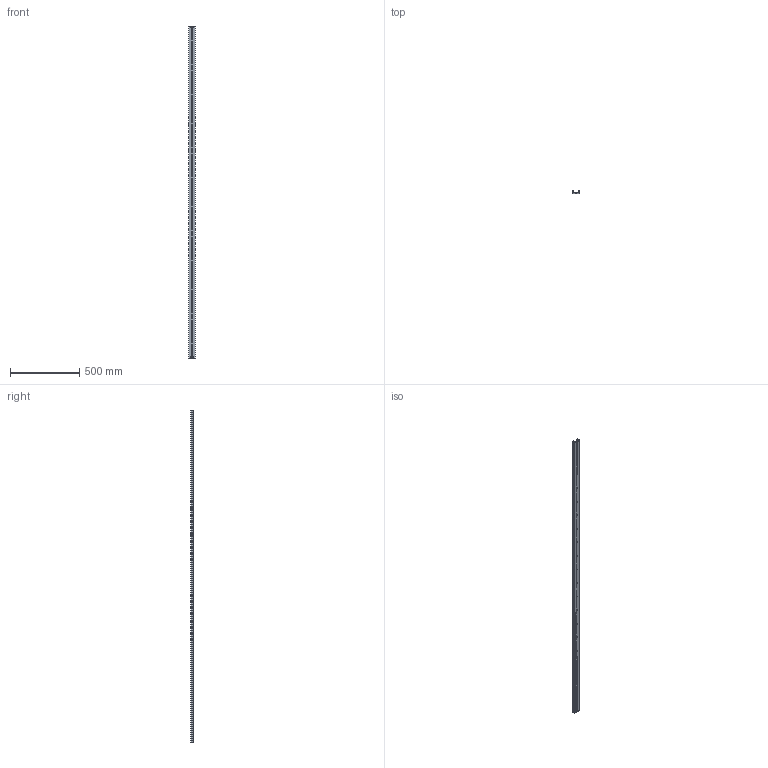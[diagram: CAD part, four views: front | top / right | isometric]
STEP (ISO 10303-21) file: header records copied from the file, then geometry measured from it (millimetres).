
FILE_DESCRIPTION(/* description */ (''),/* implementation_level */ '2;1');
FILE_NAME(/* name */ 'DA0118-0240RCH-WEB.stp',/* time_stamp */ '2023-03-16T16:05:32+00:00',/* author */ ('rmale'),/* organization */ (''),/* preprocessor_version */ 'ST-DEVELOPER v18',/* originating_system */ 'Autodesk Inventor 2020',/* authorisation */ '');
FILE_SCHEMA (('AUTOMOTIVE_DESIGN { 1 0 10303 214 3 1 1 }'));
Length unit declared in the file: millimetre
Products named in the file (1): DA0118-0240RCH-WEB
Bounding box: 50 x 18 x 2400 mm (x, y, z)
Volume: 707150.2 mm3; surface area: 441101.2 mm2
Topology: 1 solids, 1 shells, 167 faces, 639 edges, 426 vertices
Faces by surface type: plane 78, cylinder 67, cone 22
Full cylindrical faces by diameter (mm): 4.5 x2, 5.5 x24
Entity records: 7748 total; most frequent: CARTESIAN_POINT 2161, ORIENTED_EDGE 1278, DIRECTION 1105, EDGE_CURVE 639, VERTEX_POINT 426, AXIS2_PLACEMENT_3D 422, LINE 261, VECTOR 261
